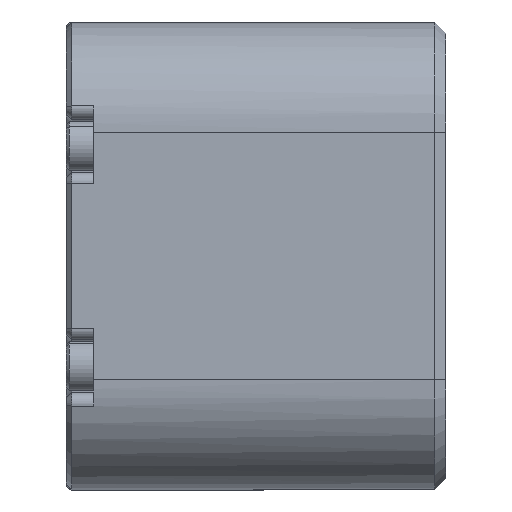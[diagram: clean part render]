
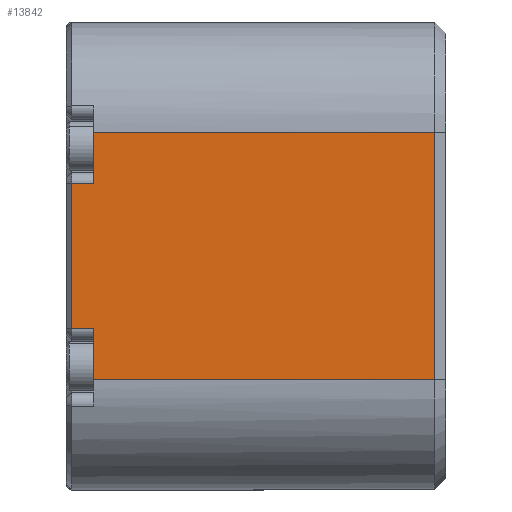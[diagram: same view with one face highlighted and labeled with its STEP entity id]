
A CAD part, left-side view. The second image highlights one B-rep face of the part: STEP entity #13842.
In plain terms, the highlighted planar face has unit normal (-1, 0, 0).
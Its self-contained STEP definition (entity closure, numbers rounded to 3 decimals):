
#38 = VECTOR ( 'NONE', #688, 1000. ) ;
#44 = CARTESIAN_POINT ( 'NONE',  ( -52., 34., 6.6 ) ) ;
#82 = CARTESIAN_POINT ( 'NONE',  ( -52., 3., -11.25 ) ) ;
#129 = DIRECTION ( 'NONE',  ( 0., -1., 0. ) ) ;
#371 = ORIENTED_EDGE ( 'NONE', *, *, #2859, .F. ) ;
#688 = DIRECTION ( 'NONE',  ( 0., 0., 1. ) ) ;
#843 = DIRECTION ( 'NONE',  ( 0., -1., 0. ) ) ;
#980 = LINE ( 'NONE', #3163, #38 ) ;
#1164 = DIRECTION ( 'NONE',  ( 0., 0., 1. ) ) ;
#1305 = LINE ( 'NONE', #13888, #4681 ) ;
#1599 = ORIENTED_EDGE ( 'NONE', *, *, #12586, .F. ) ;
#2067 = VERTEX_POINT ( 'NONE', #11071 ) ;
#2506 = EDGE_CURVE ( 'NONE', #7344, #4183, #7902, .T. ) ;
#2737 = DIRECTION ( 'NONE',  ( 0., 0., 1. ) ) ;
#2859 = EDGE_CURVE ( 'NONE', #3248, #6913, #7598, .T. ) ;
#3163 = CARTESIAN_POINT ( 'NONE',  ( -52., 34., 11.25 ) ) ;
#3248 = VERTEX_POINT ( 'NONE', #11163 ) ;
#3658 = VECTOR ( 'NONE', #843, 1000. ) ;
#3710 = ORIENTED_EDGE ( 'NONE', *, *, #13475, .T. ) ;
#3858 = PLANE ( 'NONE',  #14675 ) ;
#4183 = VERTEX_POINT ( 'NONE', #82 ) ;
#4309 = CARTESIAN_POINT ( 'NONE',  ( -52., 115.349, -11.25 ) ) ;
#4681 = VECTOR ( 'NONE', #7822, 1000. ) ;
#5295 = ORIENTED_EDGE ( 'NONE', *, *, #13574, .T. ) ;
#5784 = EDGE_CURVE ( 'NONE', #10841, #2067, #10464, .T. ) ;
#5818 = VECTOR ( 'NONE', #8459, 1000. ) ;
#6101 = VERTEX_POINT ( 'NONE', #13665 ) ;
#6160 = EDGE_CURVE ( 'NONE', #6101, #10841, #1305, .T. ) ;
#6913 = VERTEX_POINT ( 'NONE', #12589 ) ;
#7344 = VERTEX_POINT ( 'NONE', #12342 ) ;
#7598 = LINE ( 'NONE', #13360, #3658 ) ;
#7822 = DIRECTION ( 'NONE',  ( 0., 0., -1. ) ) ;
#7902 = LINE ( 'NONE', #4309, #9390 ) ;
#8439 = CARTESIAN_POINT ( 'NONE',  ( -52., 115.349, -11.25 ) ) ;
#8459 = DIRECTION ( 'NONE',  ( 0., 1., 0. ) ) ;
#8619 = CARTESIAN_POINT ( 'NONE',  ( -52., 36., -6.6 ) ) ;
#8760 = DIRECTION ( 'NONE',  ( 0., 0., 1. ) ) ;
#8876 = ORIENTED_EDGE ( 'NONE', *, *, #6160, .T. ) ;
#8889 = DIRECTION ( 'NONE',  ( 0., -1., 0. ) ) ;
#8969 = CARTESIAN_POINT ( 'NONE',  ( -52., 3., -11.25 ) ) ;
#8972 = CARTESIAN_POINT ( 'NONE',  ( -52., 34., 11.25 ) ) ;
#9390 = VECTOR ( 'NONE', #8889, 1000. ) ;
#9429 = VERTEX_POINT ( 'NONE', #44 ) ;
#9836 = EDGE_LOOP ( 'NONE', ( #12384, #5295, #371, #1599, #3710, #8876, #11843, #9869 ) ) ;
#9869 = ORIENTED_EDGE ( 'NONE', *, *, #12931, .F. ) ;
#10090 = VECTOR ( 'NONE', #1164, 1000. ) ;
#10464 = LINE ( 'NONE', #11751, #12333 ) ;
#10686 = CARTESIAN_POINT ( 'NONE',  ( -52., 36.5, 6.6 ) ) ;
#10841 = VERTEX_POINT ( 'NONE', #8619 ) ;
#11071 = CARTESIAN_POINT ( 'NONE',  ( -52., 34., -6.6 ) ) ;
#11163 = CARTESIAN_POINT ( 'NONE',  ( -52., 34., 11.25 ) ) ;
#11209 = LINE ( 'NONE', #8972, #10090 ) ;
#11751 = CARTESIAN_POINT ( 'NONE',  ( -52., 36.5, -6.6 ) ) ;
#11808 = FACE_OUTER_BOUND ( 'NONE', #9836, .T. ) ;
#11827 = LINE ( 'NONE', #10686, #5818 ) ;
#11843 = ORIENTED_EDGE ( 'NONE', *, *, #5784, .T. ) ;
#12333 = VECTOR ( 'NONE', #129, 1000. ) ;
#12342 = CARTESIAN_POINT ( 'NONE',  ( -52., 34., -11.25 ) ) ;
#12384 = ORIENTED_EDGE ( 'NONE', *, *, #2506, .T. ) ;
#12586 = EDGE_CURVE ( 'NONE', #9429, #3248, #11209, .T. ) ;
#12589 = CARTESIAN_POINT ( 'NONE',  ( -52., 3., 11.25 ) ) ;
#12931 = EDGE_CURVE ( 'NONE', #7344, #2067, #980, .T. ) ;
#13009 = DIRECTION ( 'NONE',  ( -1., 0., 0. ) ) ;
#13360 = CARTESIAN_POINT ( 'NONE',  ( -52., 115.349, 11.25 ) ) ;
#13475 = EDGE_CURVE ( 'NONE', #9429, #6101, #11827, .T. ) ;
#13574 = EDGE_CURVE ( 'NONE', #4183, #6913, #14513, .T. ) ;
#13665 = CARTESIAN_POINT ( 'NONE',  ( -52., 36., 6.6 ) ) ;
#13842 = ADVANCED_FACE ( 'NONE', ( #11808 ), #3858, .T. ) ;
#13888 = CARTESIAN_POINT ( 'NONE',  ( -52., 36., -6.6 ) ) ;
#13961 = VECTOR ( 'NONE', #8760, 1000. ) ;
#14513 = LINE ( 'NONE', #8969, #13961 ) ;
#14675 = AXIS2_PLACEMENT_3D ( 'NONE', #8439, #13009, #2737 ) ;
